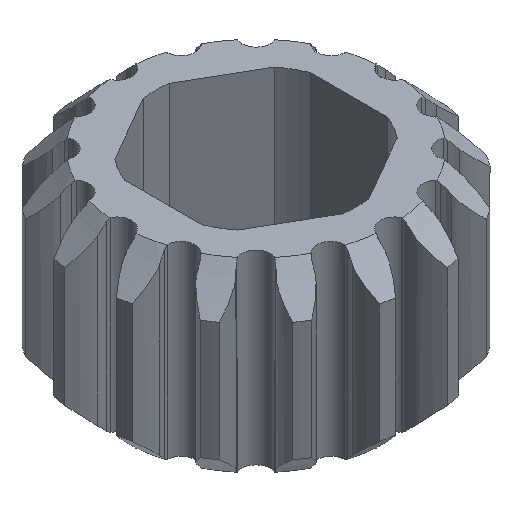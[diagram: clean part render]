
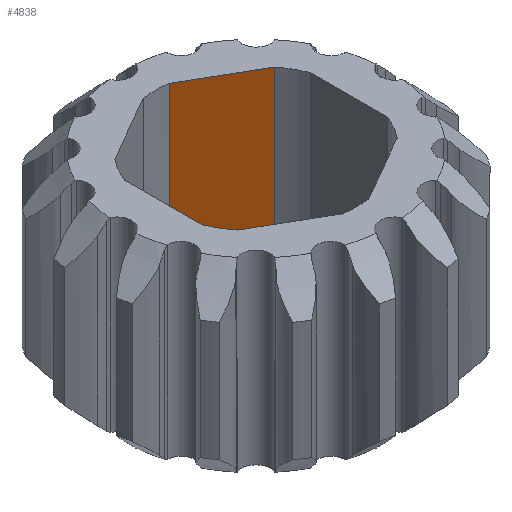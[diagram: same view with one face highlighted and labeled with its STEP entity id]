
A CAD part, isometric view. The second image highlights one B-rep face of the part: STEP entity #4838.
In plain terms, the highlighted planar face has unit normal (-0.5, -0.866, 0).
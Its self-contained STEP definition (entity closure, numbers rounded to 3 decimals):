
#9 = CARTESIAN_POINT ( 'NONE',  ( 3.175, 5.499, -6.35 ) ) ;
#48 = LINE ( 'NONE', #9, #3506 ) ;
#93 = ORIENTED_EDGE ( 'NONE', *, *, #5309, .T. ) ;
#228 = CARTESIAN_POINT ( 'NONE',  ( 0.893, 6.817, -6.35 ) ) ;
#652 = EDGE_CURVE ( 'NONE', #5289, #1254, #1709, .T. ) ;
#1189 = CARTESIAN_POINT ( 'NONE',  ( 3.175, 5.499, 6.364 ) ) ;
#1254 = VERTEX_POINT ( 'NONE', #228 ) ;
#1421 = EDGE_CURVE ( 'NONE', #2684, #5437, #2423, .T. ) ;
#1620 = ORIENTED_EDGE ( 'NONE', *, *, #7732, .T. ) ;
#1709 = LINE ( 'NONE', #2176, #6717 ) ;
#1854 = VECTOR ( 'NONE', #2742, 1000. ) ;
#2176 = CARTESIAN_POINT ( 'NONE',  ( 0.893, 6.817, 6.364 ) ) ;
#2423 = LINE ( 'NONE', #7304, #5221 ) ;
#2684 = VERTEX_POINT ( 'NONE', #3103 ) ;
#2742 = DIRECTION ( 'NONE',  ( -0.866, 0.5, 0. ) ) ;
#2792 = ORIENTED_EDGE ( 'NONE', *, *, #1421, .F. ) ;
#3103 = CARTESIAN_POINT ( 'NONE',  ( 5.457, 4.182, 6.35 ) ) ;
#3506 = VECTOR ( 'NONE', #6485, 1000. ) ;
#3598 = DIRECTION ( 'NONE',  ( 0.5, 0.866, 0. ) ) ;
#3637 = FACE_OUTER_BOUND ( 'NONE', #6925, .T. ) ;
#4441 = LINE ( 'NONE', #4598, #1854 ) ;
#4576 = DIRECTION ( 'NONE',  ( 0., 0., -1. ) ) ;
#4598 = CARTESIAN_POINT ( 'NONE',  ( 3.175, 5.499, 6.35 ) ) ;
#4838 = ADVANCED_FACE ( 'NONE', ( #3637 ), #7773, .F. ) ;
#5020 = CARTESIAN_POINT ( 'NONE',  ( 5.457, 4.182, -6.35 ) ) ;
#5109 = CARTESIAN_POINT ( 'NONE',  ( 0.893, 6.817, 6.35 ) ) ;
#5221 = VECTOR ( 'NONE', #7378, 1000. ) ;
#5289 = VERTEX_POINT ( 'NONE', #5109 ) ;
#5309 = EDGE_CURVE ( 'NONE', #2684, #5289, #4441, .T. ) ;
#5437 = VERTEX_POINT ( 'NONE', #5020 ) ;
#5523 = DIRECTION ( 'NONE',  ( -0.866, 0.5, 0. ) ) ;
#6485 = DIRECTION ( 'NONE',  ( 0.866, -0.5, 0. ) ) ;
#6717 = VECTOR ( 'NONE', #4576, 1000. ) ;
#6728 = AXIS2_PLACEMENT_3D ( 'NONE', #1189, #3598, #5523 ) ;
#6925 = EDGE_LOOP ( 'NONE', ( #93, #7663, #1620, #2792 ) ) ;
#7304 = CARTESIAN_POINT ( 'NONE',  ( 5.457, 4.182, 6.364 ) ) ;
#7378 = DIRECTION ( 'NONE',  ( 0., 0., -1. ) ) ;
#7663 = ORIENTED_EDGE ( 'NONE', *, *, #652, .T. ) ;
#7732 = EDGE_CURVE ( 'NONE', #1254, #5437, #48, .T. ) ;
#7773 = PLANE ( 'NONE',  #6728 ) ;
